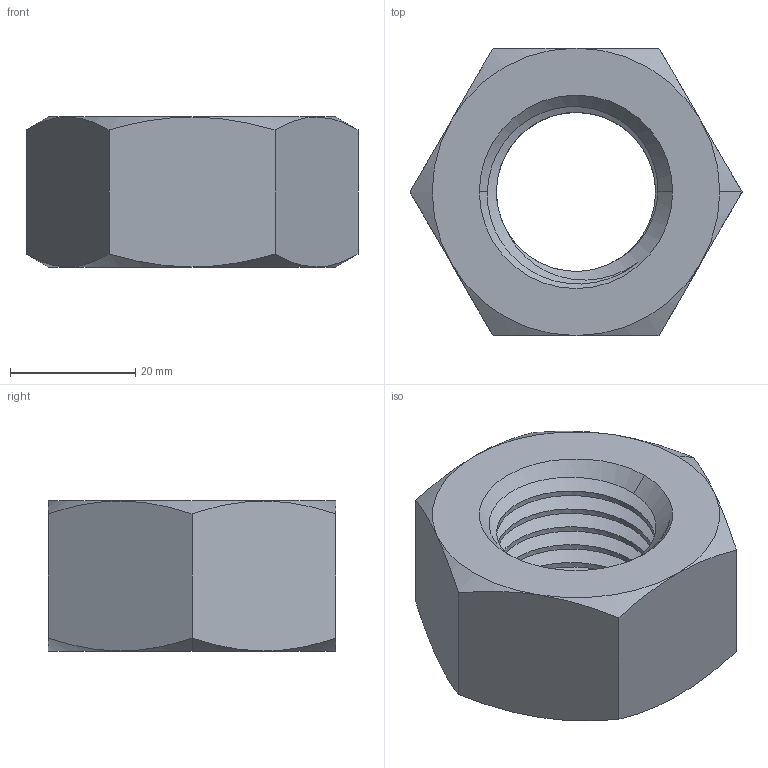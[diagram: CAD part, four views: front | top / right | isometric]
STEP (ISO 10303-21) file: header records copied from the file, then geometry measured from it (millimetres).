
FILE_DESCRIPTION (( 'STEP AP214' ), '1' );
FILE_NAME ('M30 Nut.STEP', '2019-05-01T13:50:40', ( '' ), ( '' ), 'SwSTEP 2.0', 'SolidWorks 2018', '' );
FILE_SCHEMA (( 'AUTOMOTIVE_DESIGN' ));
Length unit declared in the file: millimetre
Products named in the file (1): M30 Nut
Bounding box: 53.12 x 46 x 24 mm (x, y, z)
Volume: 29463.9 mm3; surface area: 9390.8 mm2
Topology: 1 solids, 1 shells, 41 faces, 102 edges, 63 vertices
Faces by surface type: cone 19, cylinder 12, plane 8, bspline 2
Entity records: 2717 total; most frequent: CARTESIAN_POINT 1835, ORIENTED_EDGE 204, DIRECTION 146, EDGE_CURVE 102, VERTEX_POINT 63, AXIS2_PLACEMENT_3D 61, EDGE_LOOP 43, FACE_OUTER_BOUND 41
